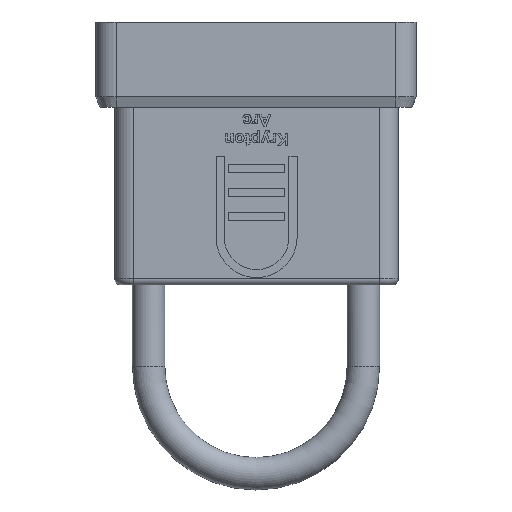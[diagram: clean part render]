
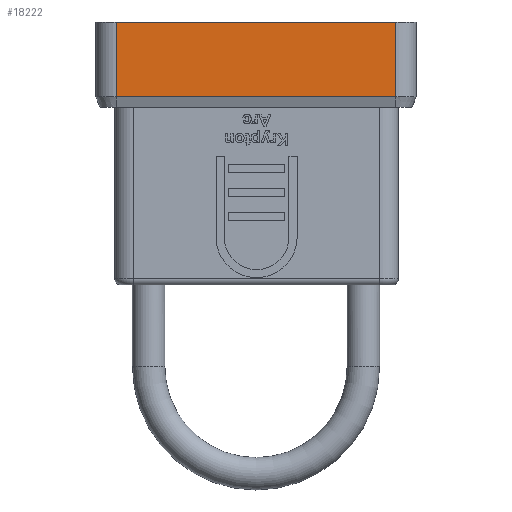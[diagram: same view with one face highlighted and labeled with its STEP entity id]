
A CAD part, front view. The second image highlights one B-rep face of the part: STEP entity #18222.
In plain terms, the highlighted planar face has unit normal (0, -1, 0).
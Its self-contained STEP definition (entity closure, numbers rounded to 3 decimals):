
#1475=LINE('',#25599,#3181);
#1565=LINE('',#26179,#3271);
#1585=LINE('',#26233,#3291);
#1586=LINE('',#26235,#3292);
#3181=VECTOR('',#21376,10.);
#3271=VECTOR('',#21476,10.);
#3291=VECTOR('',#21540,10.);
#3292=VECTOR('',#21543,10.);
#5045=FACE_OUTER_BOUND('',#6101,.T.);
#6101=EDGE_LOOP('',(#13276,#13277,#13278,#13279));
#7672=VERTEX_POINT('',#25596);
#7673=VERTEX_POINT('',#25598);
#7839=VERTEX_POINT('',#26172);
#7842=VERTEX_POINT('',#26177);
#9707=EDGE_CURVE('',#7672,#7673,#1475,.T.);
#9877=EDGE_CURVE('',#7842,#7839,#1565,.T.);
#9905=EDGE_CURVE('',#7839,#7672,#1585,.T.);
#9906=EDGE_CURVE('',#7673,#7842,#1586,.T.);
#13276=ORIENTED_EDGE('',*,*,#9877,.F.);
#13277=ORIENTED_EDGE('',*,*,#9906,.F.);
#13278=ORIENTED_EDGE('',*,*,#9707,.F.);
#13279=ORIENTED_EDGE('',*,*,#9905,.F.);
#17584=PLANE('',#19518);
#18222=ADVANCED_FACE('',(#5045),#17584,.T.);
#19518=AXIS2_PLACEMENT_3D('',#26234,#21541,#21542);
#21376=DIRECTION('',(1.,0.,0.));
#21476=DIRECTION('',(-1.,0.,0.));
#21540=DIRECTION('',(0.,0.,1.));
#21541=DIRECTION('center_axis',(0.,-1.,0.));
#21542=DIRECTION('ref_axis',(-1.,0.,0.));
#21543=DIRECTION('',(0.,0.,-1.));
#25596=CARTESIAN_POINT('',(-24.2,-17.757,28.043));
#25598=CARTESIAN_POINT('',(44.8,-17.757,28.043));
#25599=CARTESIAN_POINT('',(-26.2,-17.757,28.043));
#26172=CARTESIAN_POINT('',(-24.2,-17.757,9.543));
#26177=CARTESIAN_POINT('',(44.8,-17.757,9.543));
#26179=CARTESIAN_POINT('',(28.55,-17.757,9.543));
#26233=CARTESIAN_POINT('',(-24.2,-17.757,28.043));
#26234=CARTESIAN_POINT('Origin',(46.8,-17.757,28.043));
#26235=CARTESIAN_POINT('',(44.8,-17.757,7.043));
